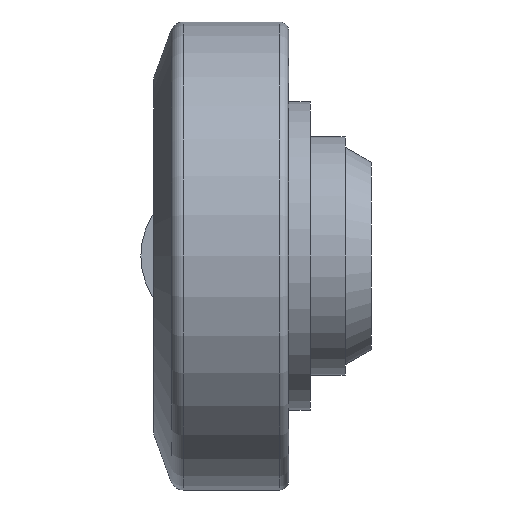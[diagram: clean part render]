
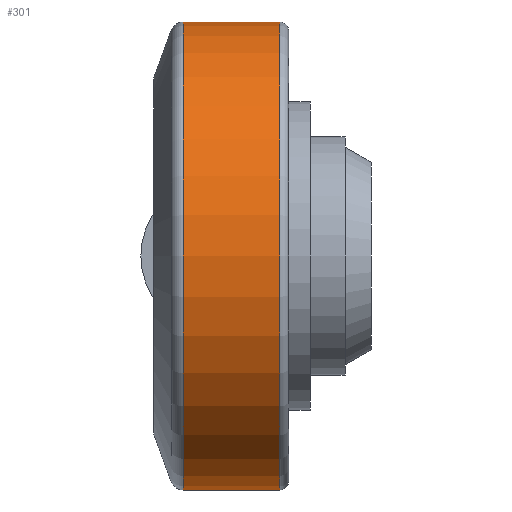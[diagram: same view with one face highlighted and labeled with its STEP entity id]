
A CAD part, front view. The second image highlights one B-rep face of the part: STEP entity #301.
In plain terms, the highlighted cylindrical face has radius 53.85 mm (diameter 107.7 mm), a partial arc.
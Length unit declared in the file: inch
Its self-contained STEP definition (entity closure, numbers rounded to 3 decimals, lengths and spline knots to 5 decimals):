
#74 = DIRECTION ( 'NONE',  ( 1., 0., 0. ) ) ;
#199 = CARTESIAN_POINT ( 'NONE',  ( 1.25941, 0., 2.12008 ) ) ;
#283 = VECTOR ( 'NONE', #2573, 39.37008 ) ;
#301 = ADVANCED_FACE ( 'NONE', ( #3667 ), #768, .T. ) ;
#347 = AXIS2_PLACEMENT_3D ( 'NONE', #3365, #74, #1542 ) ;
#737 = DIRECTION ( 'NONE',  ( 1., 0., 0. ) ) ;
#768 = CYLINDRICAL_SURFACE ( 'NONE', #3820, 2.12008 ) ;
#1049 = DIRECTION ( 'NONE',  ( 0., 0., 1. ) ) ;
#1070 = LINE ( 'NONE', #2250, #283 ) ;
#1279 = CIRCLE ( 'NONE', #3443, 2.12008 ) ;
#1502 = EDGE_CURVE ( 'NONE', #1547, #3479, #3353, .T. ) ;
#1542 = DIRECTION ( 'NONE',  ( 0., 0., 1. ) ) ;
#1547 = VERTEX_POINT ( 'NONE', #2921 ) ;
#1635 = DIRECTION ( 'NONE',  ( 0., 0., 1. ) ) ;
#1886 = CARTESIAN_POINT ( 'NONE',  ( 2.08618, 0., 2.12008 ) ) ;
#1887 = CARTESIAN_POINT ( 'NONE',  ( 1.25941, 0., 0. ) ) ;
#1963 = VECTOR ( 'NONE', #2429, 39.37008 ) ;
#2064 = VERTEX_POINT ( 'NONE', #3819 ) ;
#2241 = EDGE_LOOP ( 'NONE', ( #2402, #3069, #2587, #3720 ) ) ;
#2250 = CARTESIAN_POINT ( 'NONE',  ( 2.08618, 0., -2.12008 ) ) ;
#2282 = CARTESIAN_POINT ( 'NONE',  ( 1.25941, 0., -2.12008 ) ) ;
#2402 = ORIENTED_EDGE ( 'NONE', *, *, #2803, .T. ) ;
#2411 = EDGE_CURVE ( 'NONE', #2064, #3670, #1070, .T. ) ;
#2429 = DIRECTION ( 'NONE',  ( 1., 0., 0. ) ) ;
#2573 = DIRECTION ( 'NONE',  ( 1., 0., 0. ) ) ;
#2587 = ORIENTED_EDGE ( 'NONE', *, *, #3015, .F. ) ;
#2767 = CIRCLE ( 'NONE', #347, 2.12008 ) ;
#2803 = EDGE_CURVE ( 'NONE', #1547, #2064, #2767, .T. ) ;
#2921 = CARTESIAN_POINT ( 'NONE',  ( 0.38451, 0., 2.12008 ) ) ;
#3015 = EDGE_CURVE ( 'NONE', #3479, #3670, #1279, .T. ) ;
#3060 = DIRECTION ( 'NONE',  ( 1., 0., 0. ) ) ;
#3069 = ORIENTED_EDGE ( 'NONE', *, *, #2411, .T. ) ;
#3353 = LINE ( 'NONE', #1886, #1963 ) ;
#3365 = CARTESIAN_POINT ( 'NONE',  ( 0.38451, 0., 0. ) ) ;
#3403 = CARTESIAN_POINT ( 'NONE',  ( 2.08618, 0., 0. ) ) ;
#3443 = AXIS2_PLACEMENT_3D ( 'NONE', #1887, #3060, #1635 ) ;
#3479 = VERTEX_POINT ( 'NONE', #199 ) ;
#3667 = FACE_OUTER_BOUND ( 'NONE', #2241, .T. ) ;
#3670 = VERTEX_POINT ( 'NONE', #2282 ) ;
#3720 = ORIENTED_EDGE ( 'NONE', *, *, #1502, .F. ) ;
#3819 = CARTESIAN_POINT ( 'NONE',  ( 0.38451, 0., -2.12008 ) ) ;
#3820 = AXIS2_PLACEMENT_3D ( 'NONE', #3403, #737, #1049 ) ;
